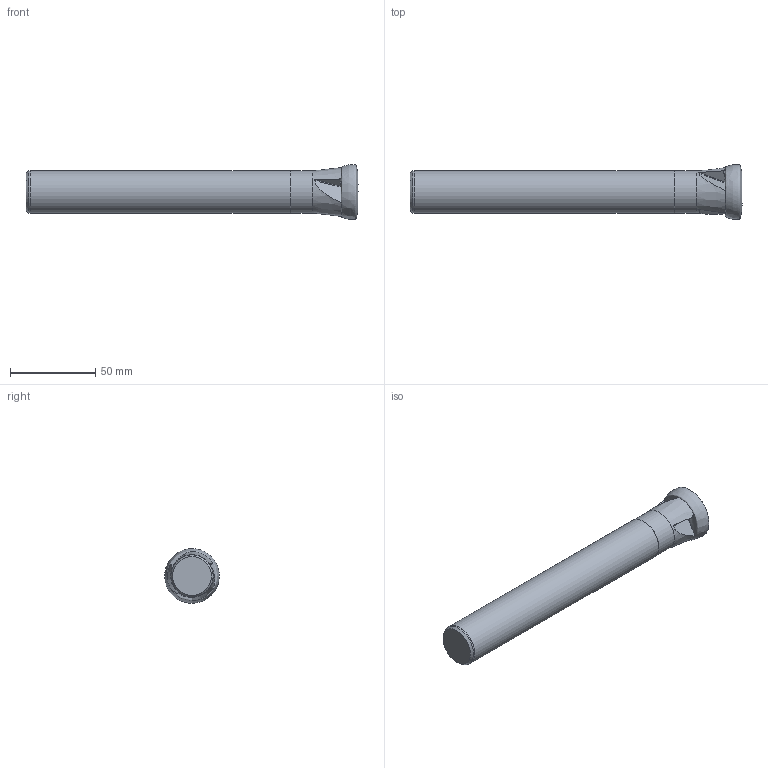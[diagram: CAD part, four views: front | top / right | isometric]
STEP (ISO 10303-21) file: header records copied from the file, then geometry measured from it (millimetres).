
FILE_DESCRIPTION (( 'STEP AP214' ), '1' );
FILE_NAME ('00PP-32-25-09-3-195.STEP', '2013-09-06T12:33:27', ( '' ), ( '' ), 'SwSTEP 2.0', 'SolidWorks 2013', '' );
FILE_SCHEMA (( 'AUTOMOTIVE_DESIGN' ));
Length unit declared in the file: millimetre
Products named in the file (1): 00PP-32-25-09-3-195
Bounding box: 194.98 x 32.03 x 32.02 mm (x, y, z)
Volume: 97866.1 mm3; surface area: 17424.3 mm2
Topology: 1 solids, 4 shells, 78 faces, 197 edges, 124 vertices
Faces by surface type: plane 35, cylinder 23, cone 10, torus 6, bspline 4
Full cylindrical faces by diameter (mm): 24.8 x1, 25 x1
Entity records: 4098 total; most frequent: CARTESIAN_POINT 2333, ORIENTED_EDGE 372, DIRECTION 318, EDGE_CURVE 186, AXIS2_PLACEMENT_3D 129, VERTEX_POINT 120, EDGE_LOOP 86, FACE_OUTER_BOUND 79
